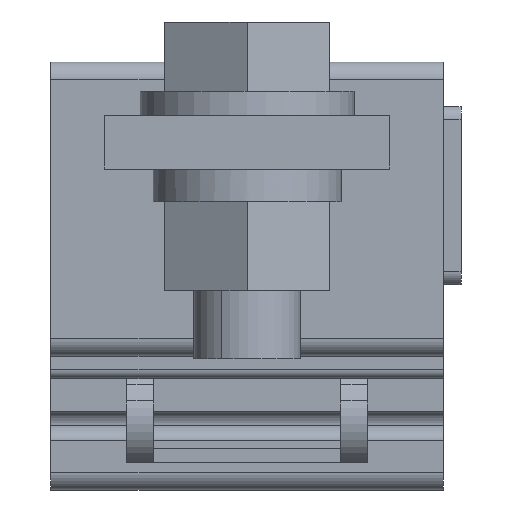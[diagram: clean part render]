
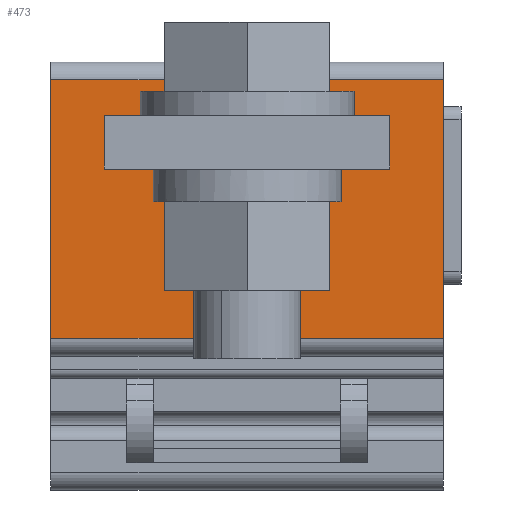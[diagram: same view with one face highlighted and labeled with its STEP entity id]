
A CAD part, front view. The second image highlights one B-rep face of the part: STEP entity #473.
In plain terms, the highlighted planar face has unit normal (0, -1, 0).
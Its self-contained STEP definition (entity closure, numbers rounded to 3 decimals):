
#24 = VERTEX_POINT('',#25);
#25 = CARTESIAN_POINT('',(44.,33.,46.));
#32 = EDGE_CURVE('',#33,#24,#35,.T.);
#33 = VERTEX_POINT('',#34);
#34 = CARTESIAN_POINT('',(44.,33.,17.));
#35 = LINE('',#36,#37);
#36 = CARTESIAN_POINT('',(44.,33.,31.5));
#37 = VECTOR('',#38,1.);
#38 = DIRECTION('',(0.,0.,1.));
#454 = VERTEX_POINT('',#455);
#455 = CARTESIAN_POINT('',(0.,33.,46.));
#462 = EDGE_CURVE('',#454,#24,#463,.T.);
#463 = LINE('',#464,#465);
#464 = CARTESIAN_POINT('',(22.,33.,46.));
#465 = VECTOR('',#466,1.);
#466 = DIRECTION('',(1.,0.,0.));
#473 = ADVANCED_FACE('',(#474,#492),#526,.F.);
#474 = FACE_BOUND('',#475,.F.);
#475 = EDGE_LOOP('',(#476,#484,#485,#486));
#476 = ORIENTED_EDGE('',*,*,#477,.T.);
#477 = EDGE_CURVE('',#478,#454,#480,.T.);
#478 = VERTEX_POINT('',#479);
#479 = CARTESIAN_POINT('',(0.,33.,17.));
#480 = LINE('',#481,#482);
#481 = CARTESIAN_POINT('',(0.,33.,31.5));
#482 = VECTOR('',#483,1.);
#483 = DIRECTION('',(0.,0.,1.));
#484 = ORIENTED_EDGE('',*,*,#462,.T.);
#485 = ORIENTED_EDGE('',*,*,#32,.F.);
#486 = ORIENTED_EDGE('',*,*,#487,.F.);
#487 = EDGE_CURVE('',#478,#33,#488,.T.);
#488 = LINE('',#489,#490);
#489 = CARTESIAN_POINT('',(22.,33.,17.));
#490 = VECTOR('',#491,1.);
#491 = DIRECTION('',(1.,0.,0.));
#492 = FACE_BOUND('',#493,.F.);
#493 = EDGE_LOOP('',(#494,#504,#512,#520));
#494 = ORIENTED_EDGE('',*,*,#495,.F.);
#495 = EDGE_CURVE('',#496,#498,#500,.T.);
#496 = VERTEX_POINT('',#497);
#497 = CARTESIAN_POINT('',(38.,33.,42.));
#498 = VERTEX_POINT('',#499);
#499 = CARTESIAN_POINT('',(38.,33.,36.));
#500 = LINE('',#501,#502);
#501 = CARTESIAN_POINT('',(38.,33.,39.));
#502 = VECTOR('',#503,1.);
#503 = DIRECTION('',(0.,0.,-1.));
#504 = ORIENTED_EDGE('',*,*,#505,.T.);
#505 = EDGE_CURVE('',#496,#506,#508,.T.);
#506 = VERTEX_POINT('',#507);
#507 = CARTESIAN_POINT('',(6.,33.,42.));
#508 = LINE('',#509,#510);
#509 = CARTESIAN_POINT('',(22.,33.,42.));
#510 = VECTOR('',#511,1.);
#511 = DIRECTION('',(-1.,0.,0.));
#512 = ORIENTED_EDGE('',*,*,#513,.T.);
#513 = EDGE_CURVE('',#506,#514,#516,.T.);
#514 = VERTEX_POINT('',#515);
#515 = CARTESIAN_POINT('',(6.,33.,36.));
#516 = LINE('',#517,#518);
#517 = CARTESIAN_POINT('',(6.,33.,39.));
#518 = VECTOR('',#519,1.);
#519 = DIRECTION('',(0.,0.,-1.));
#520 = ORIENTED_EDGE('',*,*,#521,.F.);
#521 = EDGE_CURVE('',#498,#514,#522,.T.);
#522 = LINE('',#523,#524);
#523 = CARTESIAN_POINT('',(22.,33.,36.));
#524 = VECTOR('',#525,1.);
#525 = DIRECTION('',(-1.,0.,0.));
#526 = PLANE('',#527);
#527 = AXIS2_PLACEMENT_3D('',#528,#529,#530);
#528 = CARTESIAN_POINT('',(0.,33.,17.));
#529 = DIRECTION('',(0.,1.,0.));
#530 = DIRECTION('',(0.,-0.,1.));
